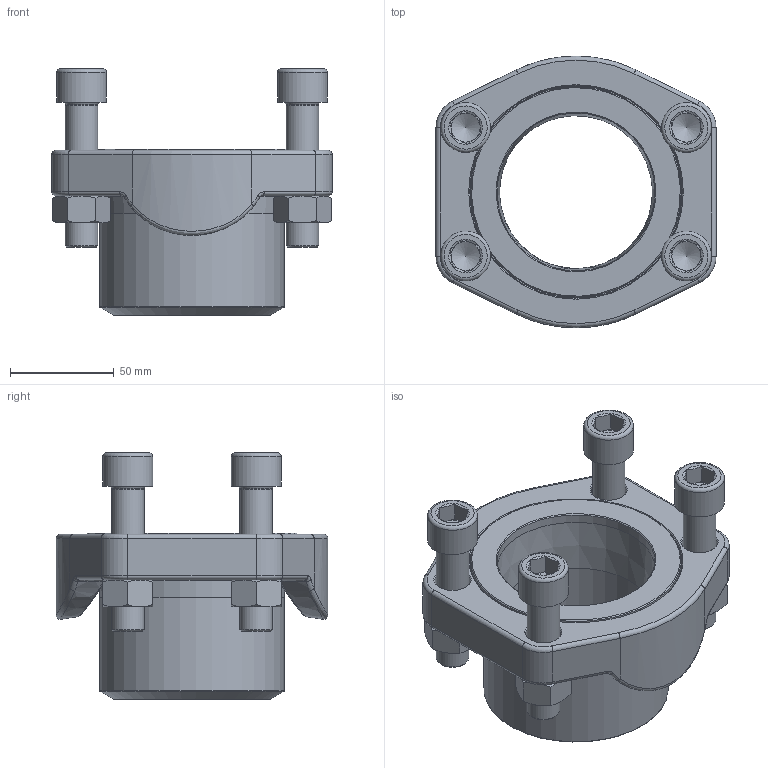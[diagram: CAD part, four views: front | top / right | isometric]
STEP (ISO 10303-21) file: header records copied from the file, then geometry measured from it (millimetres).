
FILE_DESCRIPTION(/* description */ (''),/* implementation_level */ '2;1');
FILE_NAME(/* name */ 'AFG76-327.stp',/* time_stamp */ '2025-01-14T15:22:42+01:00',/* author */ (''),/* organization */ (''),/* preprocessor_version */ 'ST-DEVELOPER v16',/* originating_system */ 'SIEMENS PLM Software NX 10.0',/* authorisation */ '');
FILE_SCHEMA (('AUTOMOTIVE_DESIGN { 1 0 10303 214 3 1 1 1 }'));
Length unit declared in the file: millimetre
Products named in the file (5): X-AFV76-3; X-FM16; X-AFK76-3; X-M16x70I; AFG76-3
Assembly tree (10 placements, depth 2):
  AFG76-3
    X-M16x70I  x4
    X-AFK76-3
    X-FM16  x4
    X-AFV76-3
Bounding box: 135 x 131 x 118.6 mm (x, y, z)
Volume: 433655.5 mm3; surface area: 118162.7 mm2
Topology: 10 solids, 10 shells, 315 faces, 661 edges, 371 vertices
Faces by surface type: cone 112, plane 105, cylinder 41, torus 39, bspline 16, sphere 2
Full cylindrical faces by diameter (mm): 14.344 x4, 15.682 x4, 17 x4, 24 x4, 73.7 x1, 76 x1, 88.9 x1, 90 x1, 90.95 x1, 101.6 x1, 102.4 x1
Entity records: 4821 total; most frequent: CARTESIAN_POINT 1479, DIRECTION 710, ORIENTED_EDGE 586, AXIS2_PLACEMENT_3D 325, EDGE_CURVE 293, EDGE_LOOP 218, VERTEX_POINT 188, CIRCLE 171
